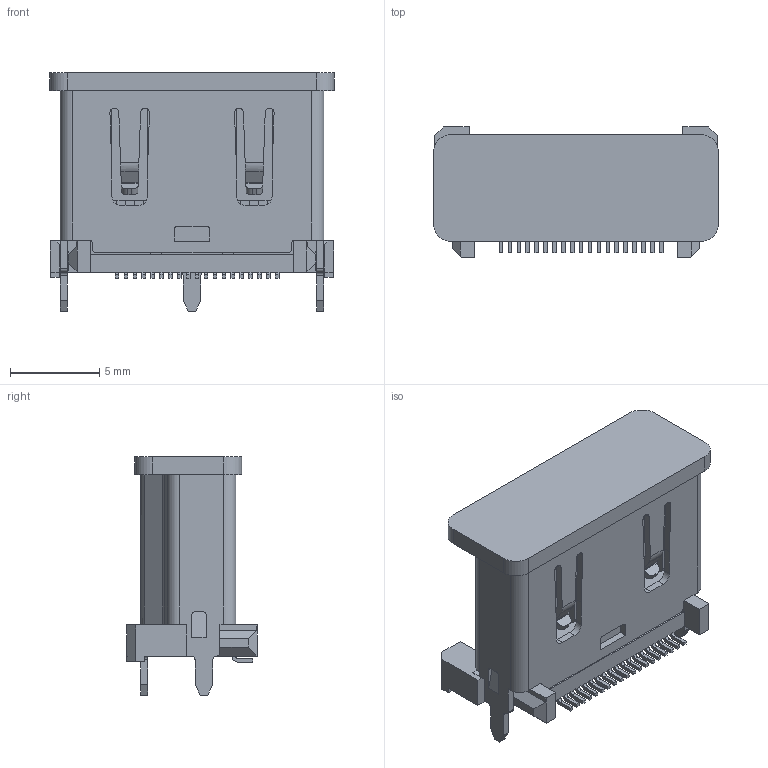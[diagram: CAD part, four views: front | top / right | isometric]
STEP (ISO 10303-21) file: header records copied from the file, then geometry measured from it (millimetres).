
FILE_DESCRIPTION(('STEP AP242'),'1');
FILE_NAME('1332073.stp','2024-09-05T20:02:52',('TraceParts'),('TraceParts S.A.'),'Spatial InterOp 3D',' ',' ');
FILE_SCHEMA(('AP242_MANAGED_MODEL_BASED_3D_ENGINEERING_MIM_LF {1 0 10303 442 1 1 4}'));
Length unit declared in the file: millimetre
Products named in the file (1): 1332073_1
Bounding box: 16 x 7.31 x 13.4 mm (x, y, z)
Volume: 604 mm3; surface area: 1865.5 mm2
Topology: 2 solids, 2 shells, 796 faces, 2519 edges, 1650 vertices
Faces by surface type: plane 597, cylinder 185, cone 8, torus 6
Entity records: 34186 total; most frequent: CARTESIAN_POINT 5046, ORIENTED_EDGE 5036, DIRECTION 4484, EDGE_CURVE 2518, LINE 2128, VECTOR 2128, VERTEX_POINT 1650, AXIS2_PLACEMENT_3D 1178
